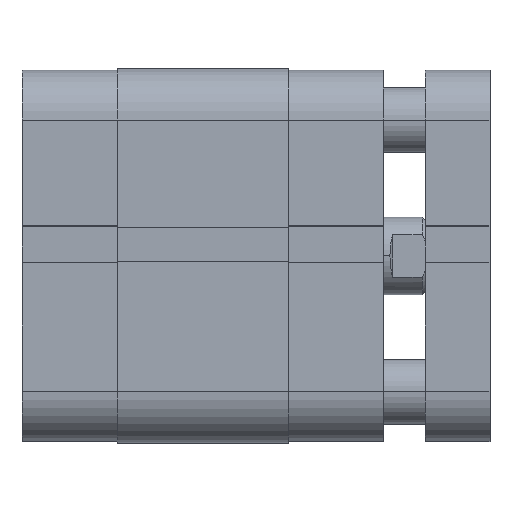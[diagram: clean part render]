
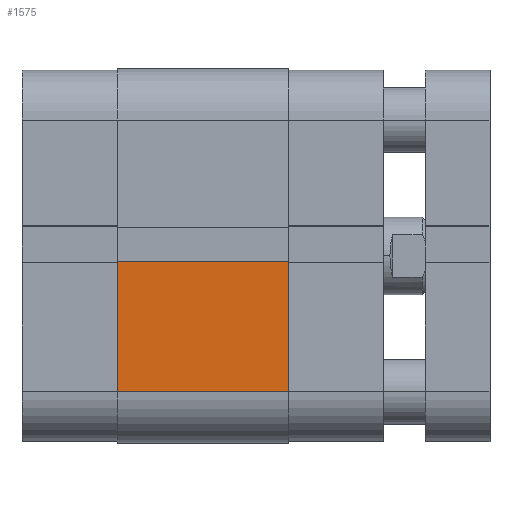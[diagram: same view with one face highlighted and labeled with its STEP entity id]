
A CAD part, top view. The second image highlights one B-rep face of the part: STEP entity #1575.
In plain terms, the highlighted face is planar.
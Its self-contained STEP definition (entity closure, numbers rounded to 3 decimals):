
#442 = FACE_OUTER_BOUND ( 'NONE', #8392, .T. ) ;
#1157 = VECTOR ( 'NONE', #2985, 1000. ) ;
#1163 = LINE ( 'NONE', #2984, #1157 ) ;
#1166 = LINE ( 'NONE', #2976, #1167 ) ;
#1167 = VECTOR ( 'NONE', #2977, 1000. ) ;
#1169 = LINE ( 'NONE', #2990, #1181 ) ;
#1173 = LINE ( 'NONE', #2975, #1179 ) ;
#1179 = VECTOR ( 'NONE', #2992, 1000. ) ;
#1181 = VECTOR ( 'NONE', #2994, 1000. ) ;
#1575 = ADVANCED_FACE ( 'NONE', ( #442 ), #5828, .T. ) ;
#2011 = EDGE_CURVE ( 'NONE', #7520, #7522, #1166, .T. ) ;
#2015 = EDGE_CURVE ( 'NONE', #7522, #7523, #1163, .T. ) ;
#2018 = EDGE_CURVE ( 'NONE', #7520, #7521, #1173, .T. ) ;
#2019 = EDGE_CURVE ( 'NONE', #7521, #7523, #1169, .T. ) ;
#2975 = CARTESIAN_POINT ( 'NONE',  ( 29., 21., 26.5 ) ) ;
#2976 = CARTESIAN_POINT ( 'NONE',  ( 29., -63.941, 26.5 ) ) ;
#2977 = DIRECTION ( 'NONE',  ( 0., -1., 0. ) ) ;
#2984 = CARTESIAN_POINT ( 'NONE',  ( 29., 0.85, 26.5 ) ) ;
#2985 = DIRECTION ( 'NONE',  ( 0., 0., -1. ) ) ;
#2990 = CARTESIAN_POINT ( 'NONE',  ( 29., -63.941, 0. ) ) ;
#2992 = DIRECTION ( 'NONE',  ( 0., 0., -1. ) ) ;
#2994 = DIRECTION ( 'NONE',  ( 0., -1., 0. ) ) ;
#4637 = ORIENTED_EDGE ( 'NONE', *, *, #2015, .T. ) ;
#4638 = ORIENTED_EDGE ( 'NONE', *, *, #2011, .T. ) ;
#4639 = ORIENTED_EDGE ( 'NONE', *, *, #2018, .F. ) ;
#4640 = ORIENTED_EDGE ( 'NONE', *, *, #2019, .F. ) ;
#5824 = DIRECTION ( 'NONE',  ( 0., 1., 0. ) ) ;
#5826 = DIRECTION ( 'NONE',  ( 1., 0., 0. ) ) ;
#5828 = PLANE ( 'NONE',  #7927 ) ;
#5830 = CARTESIAN_POINT ( 'NONE',  ( 29., -63.941, 26.5 ) ) ;
#6555 = CARTESIAN_POINT ( 'NONE',  ( 29., 21., 26.5 ) ) ;
#6556 = CARTESIAN_POINT ( 'NONE',  ( 29., 21., 0. ) ) ;
#6557 = CARTESIAN_POINT ( 'NONE',  ( 29., 0.85, 26.5 ) ) ;
#6558 = CARTESIAN_POINT ( 'NONE',  ( 29., 0.85, 0. ) ) ;
#7520 = VERTEX_POINT ( 'NONE', #6555 ) ;
#7521 = VERTEX_POINT ( 'NONE', #6556 ) ;
#7522 = VERTEX_POINT ( 'NONE', #6557 ) ;
#7523 = VERTEX_POINT ( 'NONE', #6558 ) ;
#7927 = AXIS2_PLACEMENT_3D ( 'NONE', #5830, #5826, #5824 ) ;
#8392 = EDGE_LOOP ( 'NONE', ( #4640, #4639, #4638, #4637 ) ) ;
